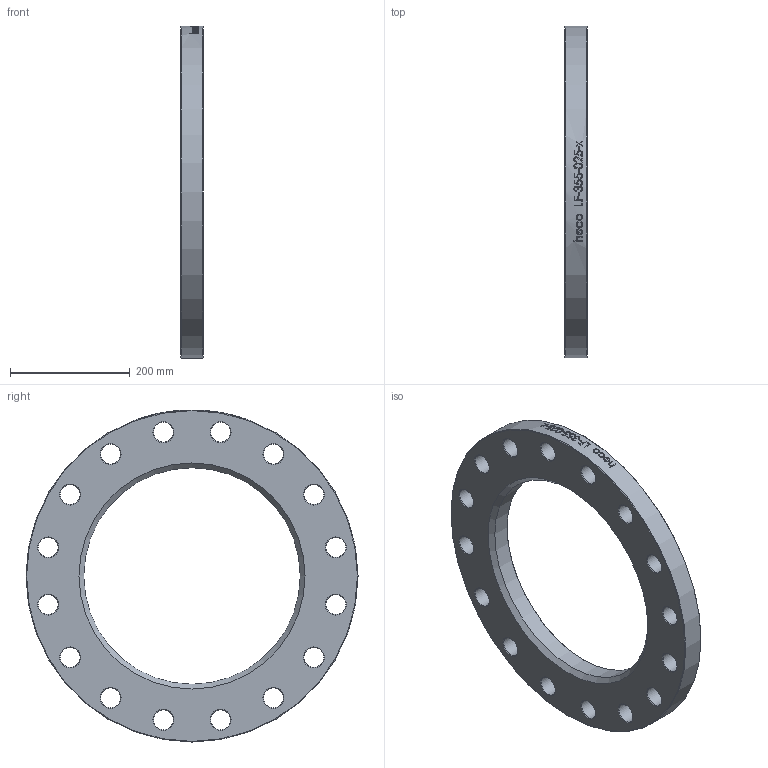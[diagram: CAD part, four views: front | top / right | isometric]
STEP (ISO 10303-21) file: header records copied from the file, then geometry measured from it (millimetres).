
FILE_DESCRIPTION (( 'STEP AP214' ), '1' );
FILE_NAME ('LF-355-025-x Loser Flansch 2101.STEP', '2021-01-25T11:20:26', ( '' ), ( '' ), 'SwSTEP 2.0', 'SolidWorks 2019', '' );
FILE_SCHEMA (( 'AUTOMOTIVE_DESIGN' ));
Length unit declared in the file: millimetre
Products named in the file (1): LF-355-025-x Loser Flansch 2101
Bounding box: 38 x 555 x 555 mm (x, y, z)
Volume: 4722116.5 mm3; surface area: 413289.4 mm2
Topology: 1 solids, 1 shells, 75 faces, 315 edges, 260 vertices
Faces by surface type: cylinder 37, cone 36, plane 2
Full cylindrical faces by diameter (mm): 33 x16, 362 x1, 555 x1
Entity records: 7620 total; most frequent: CARTESIAN_POINT 5089, ORIENTED_EDGE 480, DIRECTION 394, EDGE_CURVE 240, VERTEX_POINT 240, AXIS2_PLACEMENT_3D 185, EDGE_LOOP 182, CIRCLE 109
